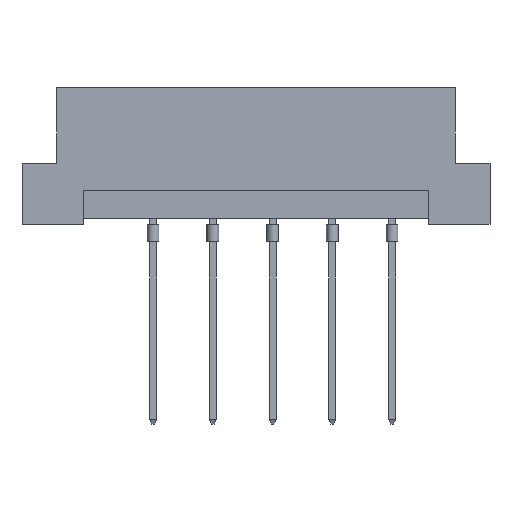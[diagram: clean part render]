
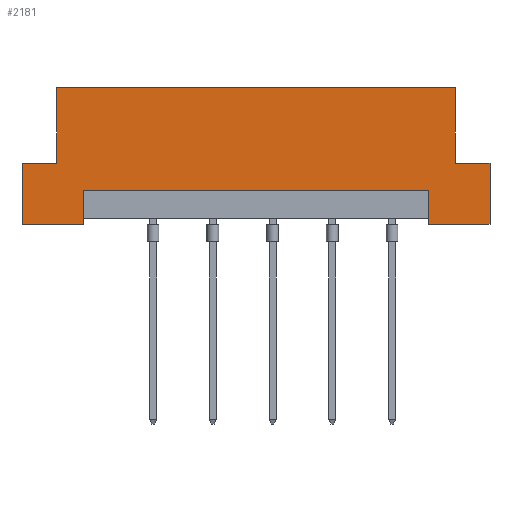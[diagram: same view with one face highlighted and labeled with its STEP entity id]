
A CAD part, front view. The second image highlights one B-rep face of the part: STEP entity #2181.
In plain terms, the highlighted planar face has unit normal (0, -1, 0).
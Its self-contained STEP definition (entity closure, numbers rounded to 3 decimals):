
#21 = LINE ( 'NONE', #2141, #5571 ) ;
#23 = CARTESIAN_POINT ( 'NONE',  ( 19.9, 0., 0. ) ) ;
#253 = VECTOR ( 'NONE', #5652, 1000. ) ;
#293 = ORIENTED_EDGE ( 'NONE', *, *, #1488, .T. ) ;
#314 = ORIENTED_EDGE ( 'NONE', *, *, #614, .F. ) ;
#341 = CARTESIAN_POINT ( 'NONE',  ( -14.69, 0., 0. ) ) ;
#473 = LINE ( 'NONE', #5819, #2340 ) ;
#583 = CARTESIAN_POINT ( 'NONE',  ( -16.94, 0., 5.2 ) ) ;
#607 = VERTEX_POINT ( 'NONE', #6825 ) ;
#614 = EDGE_CURVE ( 'NONE', #978, #1442, #4165, .T. ) ;
#619 = ORIENTED_EDGE ( 'NONE', *, *, #2598, .T. ) ;
#627 = VERTEX_POINT ( 'NONE', #3114 ) ;
#631 = ORIENTED_EDGE ( 'NONE', *, *, #1658, .F. ) ;
#968 = DIRECTION ( 'NONE',  ( -1., 0., 0. ) ) ;
#973 = EDGE_CURVE ( 'NONE', #6675, #978, #473, .T. ) ;
#978 = VERTEX_POINT ( 'NONE', #341 ) ;
#1206 = CARTESIAN_POINT ( 'NONE',  ( -19.9, 0., 0. ) ) ;
#1276 = LINE ( 'NONE', #5541, #3271 ) ;
#1351 = LINE ( 'NONE', #3535, #253 ) ;
#1442 = VERTEX_POINT ( 'NONE', #6741 ) ;
#1458 = EDGE_CURVE ( 'NONE', #3938, #2852, #3067, .T. ) ;
#1488 = EDGE_CURVE ( 'NONE', #627, #3318, #5649, .T. ) ;
#1586 = VECTOR ( 'NONE', #4996, 1000. ) ;
#1658 = EDGE_CURVE ( 'NONE', #6804, #5945, #21, .T. ) ;
#1686 = AXIS2_PLACEMENT_3D ( 'NONE', #3467, #2469, #6191 ) ;
#1873 = EDGE_LOOP ( 'NONE', ( #3177, #619, #2422, #6025, #2904, #293, #2163, #3323, #631, #5338, #314, #6597 ) ) ;
#2067 = DIRECTION ( 'NONE',  ( 0., 0., -1. ) ) ;
#2089 = VECTOR ( 'NONE', #6569, 1000. ) ;
#2141 = CARTESIAN_POINT ( 'NONE',  ( -19.9, 0., 5.2 ) ) ;
#2163 = ORIENTED_EDGE ( 'NONE', *, *, #5307, .F. ) ;
#2181 = ADVANCED_FACE ( 'NONE', ( #2333 ), #5103, .F. ) ;
#2333 = FACE_OUTER_BOUND ( 'NONE', #1873, .T. ) ;
#2340 = VECTOR ( 'NONE', #4654, 1000. ) ;
#2418 = EDGE_CURVE ( 'NONE', #1442, #6804, #4864, .T. ) ;
#2422 = ORIENTED_EDGE ( 'NONE', *, *, #6487, .F. ) ;
#2446 = VECTOR ( 'NONE', #2067, 1000. ) ;
#2469 = DIRECTION ( 'NONE',  ( 0., 1., 0. ) ) ;
#2562 = VECTOR ( 'NONE', #968, 1000. ) ;
#2598 = EDGE_CURVE ( 'NONE', #607, #6019, #1351, .T. ) ;
#2695 = DIRECTION ( 'NONE',  ( 1., 0., 0. ) ) ;
#2751 = LINE ( 'NONE', #583, #2089 ) ;
#2767 = CARTESIAN_POINT ( 'NONE',  ( -16.94, 0., 11.6 ) ) ;
#2852 = VERTEX_POINT ( 'NONE', #23 ) ;
#2904 = ORIENTED_EDGE ( 'NONE', *, *, #3676, .F. ) ;
#3067 = LINE ( 'NONE', #4146, #2446 ) ;
#3114 = CARTESIAN_POINT ( 'NONE',  ( 16.94, 0., 5.2 ) ) ;
#3177 = ORIENTED_EDGE ( 'NONE', *, *, #5215, .F. ) ;
#3252 = DIRECTION ( 'NONE',  ( 0., 0., 1. ) ) ;
#3271 = VECTOR ( 'NONE', #5022, 1000. ) ;
#3294 = CARTESIAN_POINT ( 'NONE',  ( 14.69, 0., 0. ) ) ;
#3318 = VERTEX_POINT ( 'NONE', #5240 ) ;
#3323 = ORIENTED_EDGE ( 'NONE', *, *, #4754, .F. ) ;
#3352 = LINE ( 'NONE', #5474, #5380 ) ;
#3382 = VECTOR ( 'NONE', #3252, 1000. ) ;
#3435 = VECTOR ( 'NONE', #2695, 1000. ) ;
#3457 = CARTESIAN_POINT ( 'NONE',  ( -14.69, 0., 2.9 ) ) ;
#3467 = CARTESIAN_POINT ( 'NONE',  ( -19.9, 0., 11.6 ) ) ;
#3535 = CARTESIAN_POINT ( 'NONE',  ( 14.69, 0., 0.5 ) ) ;
#3676 = EDGE_CURVE ( 'NONE', #627, #3938, #5396, .T. ) ;
#3808 = LINE ( 'NONE', #1206, #1586 ) ;
#3835 = VERTEX_POINT ( 'NONE', #2767 ) ;
#3938 = VERTEX_POINT ( 'NONE', #6829 ) ;
#4085 = CARTESIAN_POINT ( 'NONE',  ( 16.94, 0., 5.2 ) ) ;
#4146 = CARTESIAN_POINT ( 'NONE',  ( 19.9, 0., 0. ) ) ;
#4147 = CARTESIAN_POINT ( 'NONE',  ( -19.9, 0., 5.2 ) ) ;
#4165 = LINE ( 'NONE', #5764, #2562 ) ;
#4240 = CARTESIAN_POINT ( 'NONE',  ( 19.9, 0., 5.2 ) ) ;
#4284 = DIRECTION ( 'NONE',  ( 1., 0., 0. ) ) ;
#4476 = CARTESIAN_POINT ( 'NONE',  ( -16.94, 0., 5.2 ) ) ;
#4654 = DIRECTION ( 'NONE',  ( 0., 0., -1. ) ) ;
#4754 = EDGE_CURVE ( 'NONE', #5945, #3835, #2751, .T. ) ;
#4864 = LINE ( 'NONE', #6382, #3382 ) ;
#4996 = DIRECTION ( 'NONE',  ( -1., 0., 0. ) ) ;
#5022 = DIRECTION ( 'NONE',  ( 1., 0., 0. ) ) ;
#5103 = PLANE ( 'NONE',  #1686 ) ;
#5215 = EDGE_CURVE ( 'NONE', #607, #6675, #3352, .T. ) ;
#5240 = CARTESIAN_POINT ( 'NONE',  ( 16.94, 0., 11.6 ) ) ;
#5307 = EDGE_CURVE ( 'NONE', #3835, #3318, #1276, .T. ) ;
#5338 = ORIENTED_EDGE ( 'NONE', *, *, #2418, .F. ) ;
#5380 = VECTOR ( 'NONE', #6667, 1000. ) ;
#5396 = LINE ( 'NONE', #4240, #3435 ) ;
#5474 = CARTESIAN_POINT ( 'NONE',  ( 14.69, 0., 2.9 ) ) ;
#5541 = CARTESIAN_POINT ( 'NONE',  ( -19.9, 0., 11.6 ) ) ;
#5571 = VECTOR ( 'NONE', #4284, 1000. ) ;
#5649 = LINE ( 'NONE', #4085, #6027 ) ;
#5652 = DIRECTION ( 'NONE',  ( 0., 0., -1. ) ) ;
#5764 = CARTESIAN_POINT ( 'NONE',  ( -19.9, 0., 0. ) ) ;
#5819 = CARTESIAN_POINT ( 'NONE',  ( -14.69, 0., 0.5 ) ) ;
#5945 = VERTEX_POINT ( 'NONE', #4476 ) ;
#6019 = VERTEX_POINT ( 'NONE', #3294 ) ;
#6025 = ORIENTED_EDGE ( 'NONE', *, *, #1458, .F. ) ;
#6027 = VECTOR ( 'NONE', #6214, 1000. ) ;
#6191 = DIRECTION ( 'NONE',  ( 0., 0., 1. ) ) ;
#6214 = DIRECTION ( 'NONE',  ( 0., 0., 1. ) ) ;
#6382 = CARTESIAN_POINT ( 'NONE',  ( -19.9, 0., 0. ) ) ;
#6487 = EDGE_CURVE ( 'NONE', #2852, #6019, #3808, .T. ) ;
#6569 = DIRECTION ( 'NONE',  ( 0., 0., 1. ) ) ;
#6597 = ORIENTED_EDGE ( 'NONE', *, *, #973, .F. ) ;
#6667 = DIRECTION ( 'NONE',  ( -1., 0., 0. ) ) ;
#6675 = VERTEX_POINT ( 'NONE', #3457 ) ;
#6741 = CARTESIAN_POINT ( 'NONE',  ( -19.9, 0., 0. ) ) ;
#6804 = VERTEX_POINT ( 'NONE', #4147 ) ;
#6825 = CARTESIAN_POINT ( 'NONE',  ( 14.69, 0., 2.9 ) ) ;
#6829 = CARTESIAN_POINT ( 'NONE',  ( 19.9, 0., 5.2 ) ) ;
